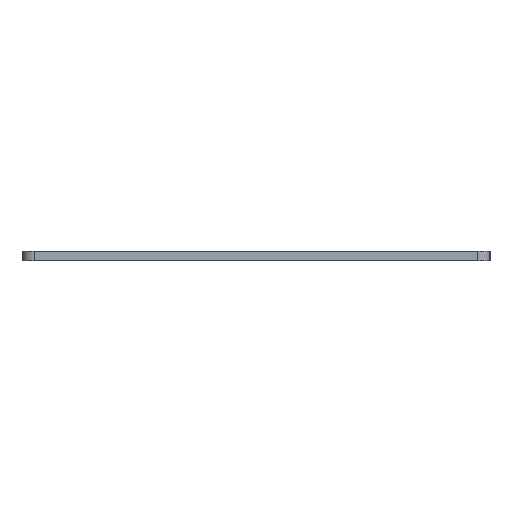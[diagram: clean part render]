
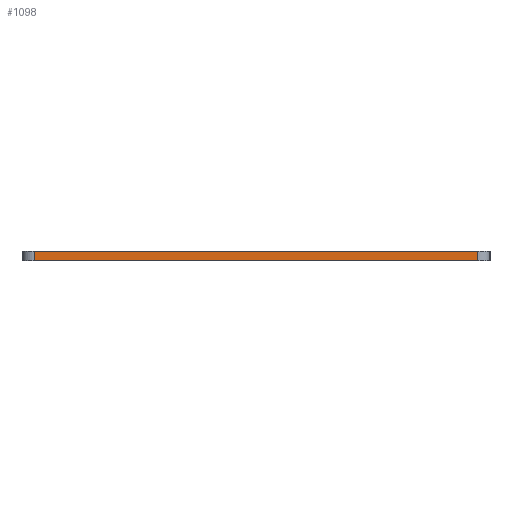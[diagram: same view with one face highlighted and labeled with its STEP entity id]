
A CAD part, left-side view. The second image highlights one B-rep face of the part: STEP entity #1098.
In plain terms, the highlighted planar face has unit normal (-1, 0, 0).
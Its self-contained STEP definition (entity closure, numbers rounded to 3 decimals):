
#79 = VERTEX_POINT ( 'NONE', #1376 ) ;
#144 = LINE ( 'NONE', #789, #813 ) ;
#185 = LINE ( 'NONE', #1794, #1519 ) ;
#318 = ORIENTED_EDGE ( 'NONE', *, *, #717, .T. ) ;
#428 = LINE ( 'NONE', #753, #900 ) ;
#467 = ORIENTED_EDGE ( 'NONE', *, *, #1191, .T. ) ;
#474 = PLANE ( 'NONE',  #1798 ) ;
#657 = VECTOR ( 'NONE', #1379, 1000. ) ;
#717 = EDGE_CURVE ( 'NONE', #2023, #79, #144, .T. ) ;
#753 = CARTESIAN_POINT ( 'NONE',  ( 402.25, 358.425, -3. ) ) ;
#789 = CARTESIAN_POINT ( 'NONE',  ( 402.25, 358.425, -3. ) ) ;
#813 = VECTOR ( 'NONE', #1436, 1000. ) ;
#900 = VECTOR ( 'NONE', #1874, 1000. ) ;
#944 = DIRECTION ( 'NONE',  ( 0., 0., -1. ) ) ;
#999 = CARTESIAN_POINT ( 'NONE',  ( 402.25, 498.425, -3. ) ) ;
#1069 = LINE ( 'NONE', #2005, #657 ) ;
#1098 = ADVANCED_FACE ( 'NONE', ( #1739 ), #474, .F. ) ;
#1101 = ORIENTED_EDGE ( 'NONE', *, *, #1350, .F. ) ;
#1191 = EDGE_CURVE ( 'NONE', #79, #1724, #185, .T. ) ;
#1212 = CARTESIAN_POINT ( 'NONE',  ( 402.25, 498.425, 0. ) ) ;
#1234 = EDGE_LOOP ( 'NONE', ( #467, #1101, #1808, #318 ) ) ;
#1347 = DIRECTION ( 'NONE',  ( 0., 1., 0. ) ) ;
#1350 = EDGE_CURVE ( 'NONE', #1982, #1724, #1069, .T. ) ;
#1376 = CARTESIAN_POINT ( 'NONE',  ( 402.25, 358.425, 0. ) ) ;
#1379 = DIRECTION ( 'NONE',  ( 0., 0., 1. ) ) ;
#1436 = DIRECTION ( 'NONE',  ( 0., 0., 1. ) ) ;
#1519 = VECTOR ( 'NONE', #1347, 1000. ) ;
#1724 = VERTEX_POINT ( 'NONE', #1212 ) ;
#1739 = FACE_OUTER_BOUND ( 'NONE', #1234, .T. ) ;
#1779 = CARTESIAN_POINT ( 'NONE',  ( 402.25, 358.425, -3. ) ) ;
#1794 = CARTESIAN_POINT ( 'NONE',  ( 402.25, 358.425, 0. ) ) ;
#1798 = AXIS2_PLACEMENT_3D ( 'NONE', #1887, #2074, #944 ) ;
#1808 = ORIENTED_EDGE ( 'NONE', *, *, #1882, .F. ) ;
#1874 = DIRECTION ( 'NONE',  ( 0., 1., 0. ) ) ;
#1882 = EDGE_CURVE ( 'NONE', #2023, #1982, #428, .T. ) ;
#1887 = CARTESIAN_POINT ( 'NONE',  ( 402.25, 358.425, -3. ) ) ;
#1982 = VERTEX_POINT ( 'NONE', #999 ) ;
#2005 = CARTESIAN_POINT ( 'NONE',  ( 402.25, 498.425, -3. ) ) ;
#2023 = VERTEX_POINT ( 'NONE', #1779 ) ;
#2074 = DIRECTION ( 'NONE',  ( 1., 0., 0. ) ) ;
